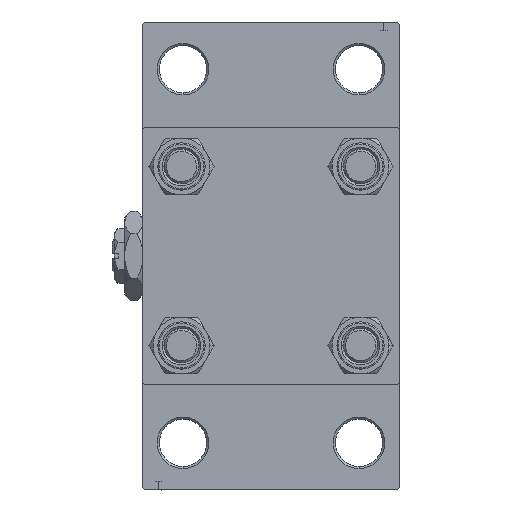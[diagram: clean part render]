
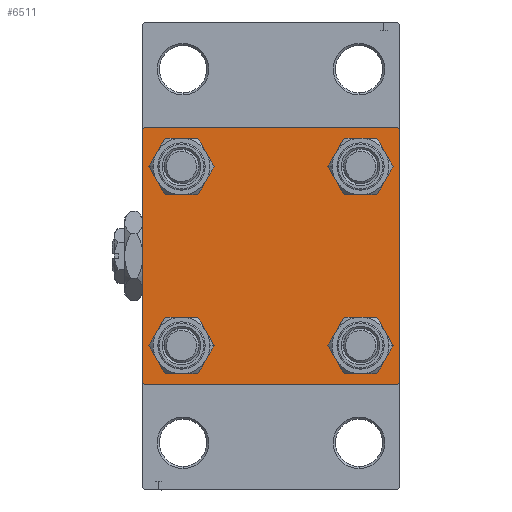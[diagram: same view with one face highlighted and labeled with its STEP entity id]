
A CAD part, left-side view. The second image highlights one B-rep face of the part: STEP entity #6511.
In plain terms, the highlighted planar face has unit normal (-1, 0, 0).
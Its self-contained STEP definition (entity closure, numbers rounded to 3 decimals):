
#38 = VERTEX_POINT ( 'NONE', #20354 ) ;
#255 = LINE ( 'NONE', #30694, #7358 ) ;
#587 = DIRECTION ( 'NONE',  ( 1., 0., 0. ) ) ;
#814 = VECTOR ( 'NONE', #42301, 1000. ) ;
#1179 = AXIS2_PLACEMENT_3D ( 'NONE', #12315, #32428, #47777 ) ;
#1728 = LINE ( 'NONE', #16844, #23287 ) ;
#1823 = EDGE_CURVE ( 'NONE', #38205, #26508, #255, .T. ) ;
#1901 = ORIENTED_EDGE ( 'NONE', *, *, #33964, .F. ) ;
#2024 = ORIENTED_EDGE ( 'NONE', *, *, #24709, .T. ) ;
#2305 = DIRECTION ( 'NONE',  ( 1., 0., 0. ) ) ;
#2346 = DIRECTION ( 'NONE',  ( 1., 0., 0. ) ) ;
#2359 = DIRECTION ( 'NONE',  ( 0., 0., 1. ) ) ;
#2788 = DIRECTION ( 'NONE',  ( 0., 0., 1. ) ) ;
#3063 = AXIS2_PLACEMENT_3D ( 'NONE', #13917, #2346, #47658 ) ;
#3261 = ORIENTED_EDGE ( 'NONE', *, *, #26826, .T. ) ;
#3942 = VERTEX_POINT ( 'NONE', #36036 ) ;
#4215 = EDGE_CURVE ( 'NONE', #4625, #9566, #17019, .T. ) ;
#4230 = CARTESIAN_POINT ( 'NONE',  ( 0., -30., -29.5 ) ) ;
#4625 = VERTEX_POINT ( 'NONE', #19902 ) ;
#5409 = LINE ( 'NONE', #28797, #31260 ) ;
#5627 = VERTEX_POINT ( 'NONE', #45498 ) ;
#5639 = CARTESIAN_POINT ( 'NONE',  ( 0., 29.75, -29.75 ) ) ;
#5916 = CIRCLE ( 'NONE', #9956, 4.5 ) ;
#6511 = ADVANCED_FACE ( 'NONE', ( #18357, #48297, #33430, #37710, #44283 ), #14317, .T. ) ;
#7221 = DIRECTION ( 'NONE',  ( 0., -1., 0. ) ) ;
#7358 = VECTOR ( 'NONE', #46039, 1000. ) ;
#8202 = VERTEX_POINT ( 'NONE', #40505 ) ;
#8331 = EDGE_LOOP ( 'NONE', ( #17438, #2024 ) ) ;
#8981 = EDGE_CURVE ( 'NONE', #26508, #29908, #38547, .T. ) ;
#9322 = ORIENTED_EDGE ( 'NONE', *, *, #13283, .T. ) ;
#9566 = VERTEX_POINT ( 'NONE', #38674 ) ;
#9628 = CARTESIAN_POINT ( 'NONE',  ( 0., 29.5, -30. ) ) ;
#9713 = ORIENTED_EDGE ( 'NONE', *, *, #28802, .T. ) ;
#9956 = AXIS2_PLACEMENT_3D ( 'NONE', #33051, #22481, #2359 ) ;
#9962 = ORIENTED_EDGE ( 'NONE', *, *, #31915, .F. ) ;
#10094 = CARTESIAN_POINT ( 'NONE',  ( 0., -20.85, -20.85 ) ) ;
#11479 = EDGE_CURVE ( 'NONE', #18789, #8202, #46904, .T. ) ;
#11597 = LINE ( 'NONE', #26952, #814 ) ;
#11930 = VERTEX_POINT ( 'NONE', #34344 ) ;
#12109 = EDGE_CURVE ( 'NONE', #41246, #11930, #5916, .T. ) ;
#12315 = CARTESIAN_POINT ( 'NONE',  ( 0., -20.85, -20.85 ) ) ;
#13283 = EDGE_CURVE ( 'NONE', #5627, #22796, #44555, .T. ) ;
#13917 = CARTESIAN_POINT ( 'NONE',  ( 0., 20.85, 20.85 ) ) ;
#14317 = PLANE ( 'NONE',  #47600 ) ;
#14927 = CARTESIAN_POINT ( 'NONE',  ( 0., -20.85, 20.85 ) ) ;
#15209 = CIRCLE ( 'NONE', #31296, 4.5 ) ;
#15657 = ORIENTED_EDGE ( 'NONE', *, *, #1823, .T. ) ;
#16209 = EDGE_CURVE ( 'NONE', #9566, #4625, #49470, .T. ) ;
#16325 = ORIENTED_EDGE ( 'NONE', *, *, #24727, .T. ) ;
#16451 = AXIS2_PLACEMENT_3D ( 'NONE', #27013, #42354, #27504 ) ;
#16844 = CARTESIAN_POINT ( 'NONE',  ( 0., -30., 30. ) ) ;
#17019 = CIRCLE ( 'NONE', #30639, 4.5 ) ;
#17222 = DIRECTION ( 'NONE',  ( 0., -0.707, -0.707 ) ) ;
#17378 = DIRECTION ( 'NONE',  ( 0., 0., 1. ) ) ;
#17380 = CARTESIAN_POINT ( 'NONE',  ( 0., -30., 29.5 ) ) ;
#17438 = ORIENTED_EDGE ( 'NONE', *, *, #11479, .T. ) ;
#17574 = CARTESIAN_POINT ( 'NONE',  ( 0., 29.5, 30. ) ) ;
#18357 = FACE_BOUND ( 'NONE', #45119, .T. ) ;
#18789 = VERTEX_POINT ( 'NONE', #47980 ) ;
#19760 = EDGE_LOOP ( 'NONE', ( #25371, #9322 ) ) ;
#19902 = CARTESIAN_POINT ( 'NONE',  ( 0., 20.85, -16.35 ) ) ;
#20354 = CARTESIAN_POINT ( 'NONE',  ( 0., -29.5, 30. ) ) ;
#20622 = VERTEX_POINT ( 'NONE', #17380 ) ;
#20696 = CARTESIAN_POINT ( 'NONE',  ( 0., 20.85, -20.85 ) ) ;
#21528 = VECTOR ( 'NONE', #17222, 1000. ) ;
#22279 = CIRCLE ( 'NONE', #38373, 4.5 ) ;
#22481 = DIRECTION ( 'NONE',  ( 1., 0., 0. ) ) ;
#22660 = DIRECTION ( 'NONE',  ( 1., 0., 0. ) ) ;
#22796 = VERTEX_POINT ( 'NONE', #28675 ) ;
#23287 = VECTOR ( 'NONE', #47521, 1000. ) ;
#23586 = EDGE_CURVE ( 'NONE', #11930, #41246, #22279, .T. ) ;
#23937 = DIRECTION ( 'NONE',  ( 0., -0.707, 0.707 ) ) ;
#24216 = DIRECTION ( 'NONE',  ( 0., 0., 1. ) ) ;
#24709 = EDGE_CURVE ( 'NONE', #8202, #18789, #24761, .T. ) ;
#24727 = EDGE_CURVE ( 'NONE', #3942, #38205, #28297, .T. ) ;
#24761 = CIRCLE ( 'NONE', #3063, 4.5 ) ;
#25159 = DIRECTION ( 'NONE',  ( -1., 0., 0. ) ) ;
#25371 = ORIENTED_EDGE ( 'NONE', *, *, #27780, .T. ) ;
#25966 = VECTOR ( 'NONE', #23937, 1000. ) ;
#26508 = VERTEX_POINT ( 'NONE', #35664 ) ;
#26826 = EDGE_CURVE ( 'NONE', #31829, #44944, #5409, .T. ) ;
#26952 = CARTESIAN_POINT ( 'NONE',  ( 0., -29.75, 29.75 ) ) ;
#27013 = CARTESIAN_POINT ( 'NONE',  ( 0., 20.85, -20.85 ) ) ;
#27504 = DIRECTION ( 'NONE',  ( 0., 0., 1. ) ) ;
#27780 = EDGE_CURVE ( 'NONE', #22796, #5627, #15209, .T. ) ;
#28297 = LINE ( 'NONE', #5639, #21528 ) ;
#28490 = DIRECTION ( 'NONE',  ( 1., 0., 0. ) ) ;
#28675 = CARTESIAN_POINT ( 'NONE',  ( 0., -20.85, -16.35 ) ) ;
#28797 = CARTESIAN_POINT ( 'NONE',  ( 0., 29.75, 29.75 ) ) ;
#28802 = EDGE_CURVE ( 'NONE', #20622, #38, #11597, .T. ) ;
#29177 = CARTESIAN_POINT ( 'NONE',  ( 0., 0., 0. ) ) ;
#29364 = ORIENTED_EDGE ( 'NONE', *, *, #8981, .T. ) ;
#29855 = ORIENTED_EDGE ( 'NONE', *, *, #39602, .T. ) ;
#29908 = VERTEX_POINT ( 'NONE', #4230 ) ;
#30366 = CARTESIAN_POINT ( 'NONE',  ( 0., 30., 29.5 ) ) ;
#30370 = CARTESIAN_POINT ( 'NONE',  ( 0., 30., 30. ) ) ;
#30639 = AXIS2_PLACEMENT_3D ( 'NONE', #20696, #28490, #24216 ) ;
#30694 = CARTESIAN_POINT ( 'NONE',  ( 0., 30., -30. ) ) ;
#31109 = ORIENTED_EDGE ( 'NONE', *, *, #23586, .T. ) ;
#31260 = VECTOR ( 'NONE', #39386, 1000. ) ;
#31296 = AXIS2_PLACEMENT_3D ( 'NONE', #10094, #2305, #48347 ) ;
#31829 = VERTEX_POINT ( 'NONE', #17574 ) ;
#31915 = EDGE_CURVE ( 'NONE', #20622, #29908, #1728, .T. ) ;
#32428 = DIRECTION ( 'NONE',  ( 1., 0., 0. ) ) ;
#33051 = CARTESIAN_POINT ( 'NONE',  ( 0., -20.85, 20.85 ) ) ;
#33231 = AXIS2_PLACEMENT_3D ( 'NONE', #41276, #22660, #2788 ) ;
#33430 = FACE_BOUND ( 'NONE', #48663, .T. ) ;
#33964 = EDGE_CURVE ( 'NONE', #31829, #38, #34133, .T. ) ;
#34133 = LINE ( 'NONE', #30370, #48245 ) ;
#34344 = CARTESIAN_POINT ( 'NONE',  ( 0., -20.85, 16.35 ) ) ;
#34802 = DIRECTION ( 'NONE',  ( 0., 0., 1. ) ) ;
#35664 = CARTESIAN_POINT ( 'NONE',  ( 0., -29.5, -30. ) ) ;
#36036 = CARTESIAN_POINT ( 'NONE',  ( 0., 30., -29.5 ) ) ;
#37342 = CARTESIAN_POINT ( 'NONE',  ( 0., -20.85, 25.35 ) ) ;
#37634 = ORIENTED_EDGE ( 'NONE', *, *, #16209, .T. ) ;
#37710 = FACE_BOUND ( 'NONE', #8331, .T. ) ;
#38205 = VERTEX_POINT ( 'NONE', #9628 ) ;
#38229 = ORIENTED_EDGE ( 'NONE', *, *, #4215, .T. ) ;
#38373 = AXIS2_PLACEMENT_3D ( 'NONE', #14927, #587, #34802 ) ;
#38547 = LINE ( 'NONE', #42809, #25966 ) ;
#38674 = CARTESIAN_POINT ( 'NONE',  ( 0., 20.85, -25.35 ) ) ;
#39386 = DIRECTION ( 'NONE',  ( 0., 0.707, -0.707 ) ) ;
#39602 = EDGE_CURVE ( 'NONE', #44944, #3942, #41721, .T. ) ;
#40207 = EDGE_LOOP ( 'NONE', ( #29855, #16325, #15657, #29364, #9962, #9713, #1901, #3261 ) ) ;
#40505 = CARTESIAN_POINT ( 'NONE',  ( 0., 20.85, 16.35 ) ) ;
#40980 = DIRECTION ( 'NONE',  ( 0., 0., -1. ) ) ;
#41246 = VERTEX_POINT ( 'NONE', #37342 ) ;
#41276 = CARTESIAN_POINT ( 'NONE',  ( 0., 20.85, 20.85 ) ) ;
#41477 = CARTESIAN_POINT ( 'NONE',  ( 0., 30., 30. ) ) ;
#41721 = LINE ( 'NONE', #41477, #49446 ) ;
#42301 = DIRECTION ( 'NONE',  ( 0., 0.707, 0.707 ) ) ;
#42354 = DIRECTION ( 'NONE',  ( 1., 0., 0. ) ) ;
#42809 = CARTESIAN_POINT ( 'NONE',  ( 0., -29.75, -29.75 ) ) ;
#44283 = FACE_OUTER_BOUND ( 'NONE', #40207, .T. ) ;
#44555 = CIRCLE ( 'NONE', #1179, 4.5 ) ;
#44944 = VERTEX_POINT ( 'NONE', #30366 ) ;
#45119 = EDGE_LOOP ( 'NONE', ( #48930, #31109 ) ) ;
#45498 = CARTESIAN_POINT ( 'NONE',  ( 0., -20.85, -25.35 ) ) ;
#46039 = DIRECTION ( 'NONE',  ( 0., -1., 0. ) ) ;
#46904 = CIRCLE ( 'NONE', #33231, 4.5 ) ;
#47521 = DIRECTION ( 'NONE',  ( 0., 0., -1. ) ) ;
#47600 = AXIS2_PLACEMENT_3D ( 'NONE', #29177, #25159, #17378 ) ;
#47658 = DIRECTION ( 'NONE',  ( 0., 0., 1. ) ) ;
#47777 = DIRECTION ( 'NONE',  ( 0., 0., 1. ) ) ;
#47980 = CARTESIAN_POINT ( 'NONE',  ( 0., 20.85, 25.35 ) ) ;
#48245 = VECTOR ( 'NONE', #7221, 1000. ) ;
#48297 = FACE_BOUND ( 'NONE', #19760, .T. ) ;
#48347 = DIRECTION ( 'NONE',  ( 0., 0., 1. ) ) ;
#48663 = EDGE_LOOP ( 'NONE', ( #38229, #37634 ) ) ;
#48930 = ORIENTED_EDGE ( 'NONE', *, *, #12109, .T. ) ;
#49446 = VECTOR ( 'NONE', #40980, 1000. ) ;
#49470 = CIRCLE ( 'NONE', #16451, 4.5 ) ;
